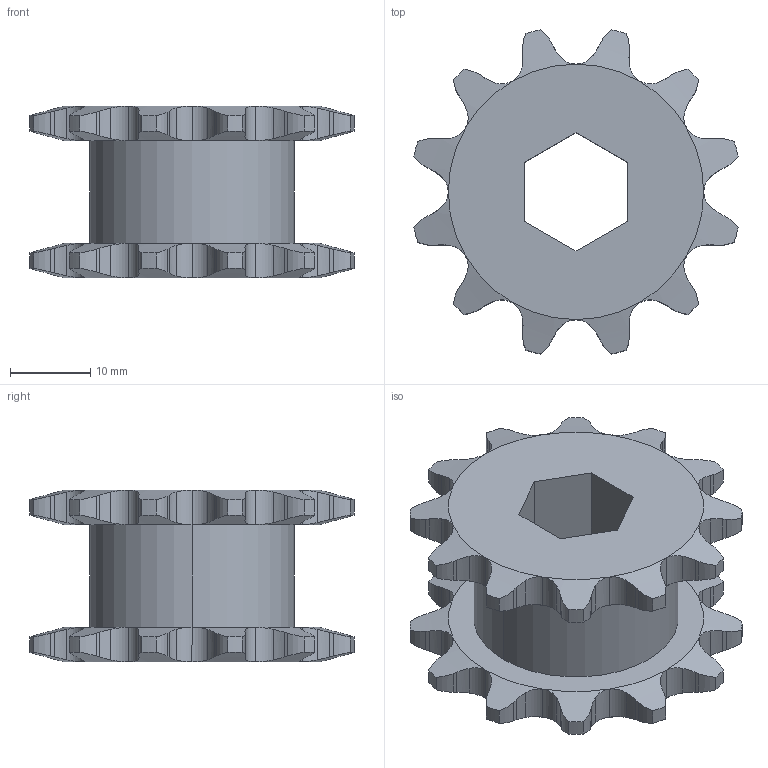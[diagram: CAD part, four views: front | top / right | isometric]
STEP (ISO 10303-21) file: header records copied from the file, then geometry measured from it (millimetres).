
FILE_DESCRIPTION (( 'STEP AP203' ), '1' );
FILE_NAME ('217-2658.20121204.STEP', '2012-12-05T00:05:34', ( 'svradm' ), ( 'Microsoft' ), 'SwSTEP 2.0', 'SolidWorks 2012', '' );
FILE_SCHEMA (( 'CONFIG_CONTROL_DESIGN' ));
Length unit declared in the file: inch
Products named in the file (1): 217-2658.20121204
Bounding box: 40.29 x 40.29 x 21.35 mm (x, y, z)
Volume: 11811.1 mm3; surface area: 5891.9 mm2
Topology: 1 solids, 1 shells, 235 faces, 687 edges, 456 vertices
Faces by surface type: cylinder 169, plane 58, cone 8
Entity records: 8908 total; most frequent: CARTESIAN_POINT 3299, ORIENTED_EDGE 1374, DIRECTION 835, EDGE_CURVE 687, VERTEX_POINT 456, B_SPLINE_CURVE_WITH_KNOTS 384, AXIS2_PLACEMENT_3D 296, VECTOR 243
